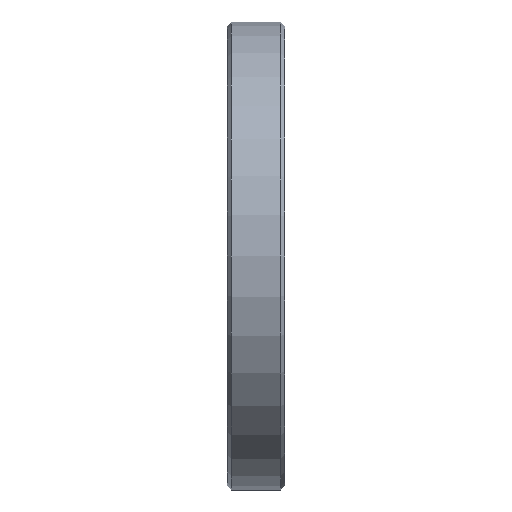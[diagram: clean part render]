
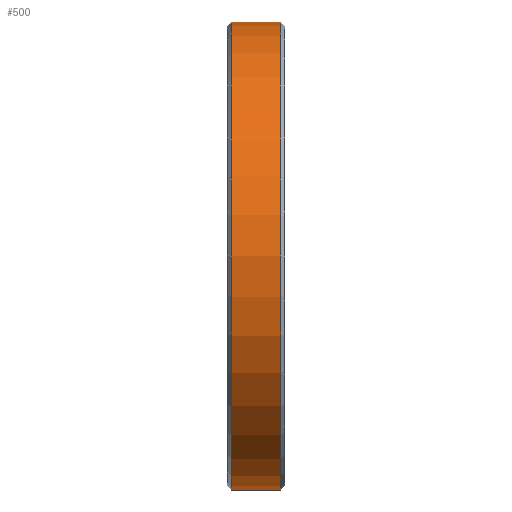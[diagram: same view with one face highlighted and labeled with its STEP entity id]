
A CAD part, front view. The second image highlights one B-rep face of the part: STEP entity #500.
In plain terms, the highlighted cylindrical face has radius 14.287 mm (diameter 28.575 mm), a partial arc.
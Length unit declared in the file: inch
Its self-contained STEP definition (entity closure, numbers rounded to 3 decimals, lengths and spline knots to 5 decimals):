
#96 = CARTESIAN_POINT ( 'NONE',  ( 0., 0., -0.5625 ) ) ;
#142 = DIRECTION ( 'NONE',  ( 0., 0., -1. ) ) ;
#158 = EDGE_CURVE ( 'NONE', #733, #651, #563, .T. ) ;
#212 = VECTOR ( 'NONE', #580, 39.37008 ) ;
#233 = ORIENTED_EDGE ( 'NONE', *, *, #779, .T. ) ;
#234 = CARTESIAN_POINT ( 'NONE',  ( 0., 0., 0. ) ) ;
#302 = CIRCLE ( 'NONE', #372, 0.5625 ) ;
#314 = CARTESIAN_POINT ( 'NONE',  ( 0.128, 0., -0.5625 ) ) ;
#323 = ORIENTED_EDGE ( 'NONE', *, *, #931, .T. ) ;
#328 = AXIS2_PLACEMENT_3D ( 'NONE', #234, #413, #142 ) ;
#372 = AXIS2_PLACEMENT_3D ( 'NONE', #628, #1071, #547 ) ;
#388 = DIRECTION ( 'NONE',  ( -1., 0., 0. ) ) ;
#405 = CYLINDRICAL_SURFACE ( 'NONE', #328, 0.5625 ) ;
#407 = VERTEX_POINT ( 'NONE', #828 ) ;
#413 = DIRECTION ( 'NONE',  ( 1., 0., 0. ) ) ;
#452 = VERTEX_POINT ( 'NONE', #314 ) ;
#499 = CARTESIAN_POINT ( 'NONE',  ( 0., 0., 0.5625 ) ) ;
#500 = ADVANCED_FACE ( 'NONE', ( #727 ), #405, .T. ) ;
#509 = CIRCLE ( 'NONE', #1027, 0.5625 ) ;
#547 = DIRECTION ( 'NONE',  ( 0., 0., 1. ) ) ;
#557 = ORIENTED_EDGE ( 'NONE', *, *, #1019, .T. ) ;
#563 = LINE ( 'NONE', #499, #212 ) ;
#580 = DIRECTION ( 'NONE',  ( 1., 0., 0. ) ) ;
#587 = CARTESIAN_POINT ( 'NONE',  ( 0.128, 0., 0.5625 ) ) ;
#615 = ORIENTED_EDGE ( 'NONE', *, *, #158, .F. ) ;
#628 = CARTESIAN_POINT ( 'NONE',  ( 0.01, 0., 0. ) ) ;
#651 = VERTEX_POINT ( 'NONE', #587 ) ;
#716 = VECTOR ( 'NONE', #719, 39.37008 ) ;
#719 = DIRECTION ( 'NONE',  ( 1., 0., 0. ) ) ;
#725 = CARTESIAN_POINT ( 'NONE',  ( 0.128, 0., 0. ) ) ;
#727 = FACE_OUTER_BOUND ( 'NONE', #893, .T. ) ;
#733 = VERTEX_POINT ( 'NONE', #875 ) ;
#779 = EDGE_CURVE ( 'NONE', #733, #407, #302, .T. ) ;
#828 = CARTESIAN_POINT ( 'NONE',  ( 0.01, 0., -0.5625 ) ) ;
#875 = CARTESIAN_POINT ( 'NONE',  ( 0.01, 0., 0.5625 ) ) ;
#893 = EDGE_LOOP ( 'NONE', ( #615, #233, #323, #557 ) ) ;
#931 = EDGE_CURVE ( 'NONE', #407, #452, #951, .T. ) ;
#951 = LINE ( 'NONE', #96, #716 ) ;
#1001 = DIRECTION ( 'NONE',  ( 0., 0., -1. ) ) ;
#1019 = EDGE_CURVE ( 'NONE', #452, #651, #509, .T. ) ;
#1027 = AXIS2_PLACEMENT_3D ( 'NONE', #725, #388, #1001 ) ;
#1071 = DIRECTION ( 'NONE',  ( 1., 0., 0. ) ) ;
